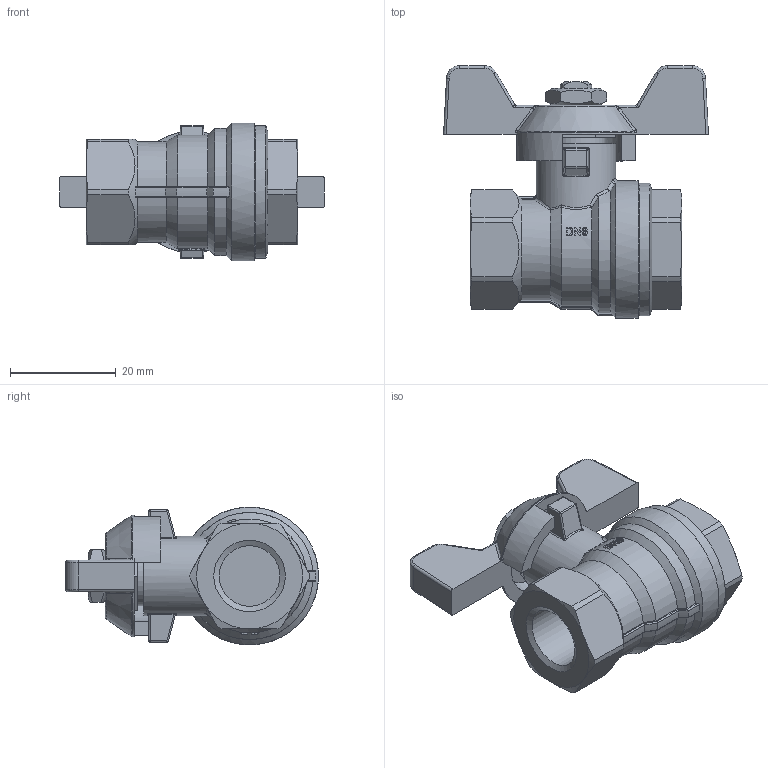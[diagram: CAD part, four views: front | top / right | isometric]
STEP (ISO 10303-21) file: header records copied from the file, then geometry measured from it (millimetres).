
FILE_DESCRIPTION (( 'STEP AP214' ), '1' );
FILE_NAME ('DVGW-K2-014-WF0-4 Kugelhahn FG 2205.STEP', '2022-05-02T10:14:28', ( '' ), ( '' ), 'SwSTEP 2.0', 'SolidWorks 2019', '' );
FILE_SCHEMA (( 'AUTOMOTIVE_DESIGN' ));
Length unit declared in the file: millimetre
Products named in the file (1): DVGW-K2-014-WF0-4 Kugelhahn FG 2205
Bounding box: 50 x 47.73 x 26 mm (x, y, z)
Volume: 18968.4 mm3; surface area: 7946.7 mm2
Topology: 1 solids, 1 shells, 468 faces, 1185 edges, 737 vertices
Faces by surface type: bspline 159, plane 131, cylinder 115, cone 41, torus 14, sphere 8
Full cylindrical faces by diameter (mm): 7 x1, 10 x1, 11.258 x1, 11.445 x2, 12 x1, 15 x1, 18 x1, 25 x1, 26 x1
Entity records: 39058 total; most frequent: CARTESIAN_POINT 24293, ORIENTED_EDGE 2288, DIRECTION 1454, EDGE_CURVE 1144, VERTEX_POINT 730, AXIS2_PLACEMENT_3D 527, EDGE_LOOP 520, FACE_OUTER_BOUND 478
